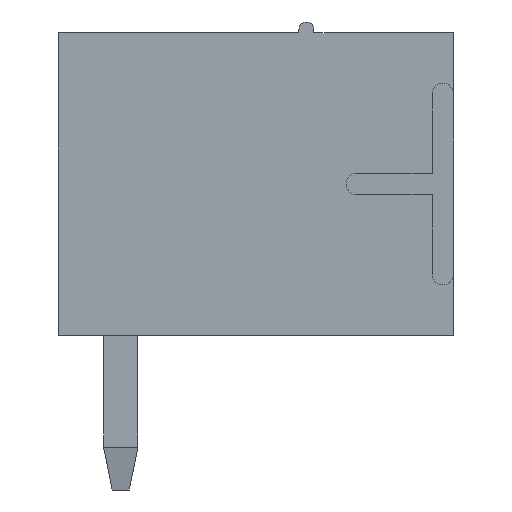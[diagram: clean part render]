
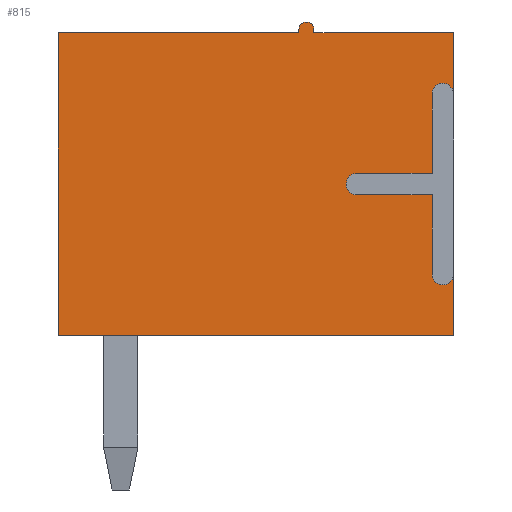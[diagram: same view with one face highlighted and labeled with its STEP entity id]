
A CAD part, left-side view. The second image highlights one B-rep face of the part: STEP entity #815.
In plain terms, the highlighted planar face has unit normal (-1, 0, 0).
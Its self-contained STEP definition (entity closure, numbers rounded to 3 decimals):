
#22 = VERTEX_POINT('',#23);
#23 = CARTESIAN_POINT('',(-7.575,-4.6,3.525));
#31 = EDGE_CURVE('',#32,#22,#34,.T.);
#32 = VERTEX_POINT('',#33);
#33 = CARTESIAN_POINT('',(-7.575,-1.35,3.525));
#34 = LINE('',#35,#36);
#35 = CARTESIAN_POINT('',(-7.575,0.,3.525));
#36 = VECTOR('',#37,1.);
#37 = DIRECTION('',(0.,-1.,0.));
#61 = EDGE_CURVE('',#62,#64,#66,.T.);
#62 = VERTEX_POINT('',#63);
#63 = CARTESIAN_POINT('',(-7.575,-4.6,-3.525));
#64 = VERTEX_POINT('',#65);
#65 = CARTESIAN_POINT('',(-7.575,-4.6,-2.1));
#66 = LINE('',#67,#68);
#67 = CARTESIAN_POINT('',(-7.575,-4.6,-3.525));
#68 = VECTOR('',#69,1.);
#69 = DIRECTION('',(0.,0.,1.));
#118 = EDGE_CURVE('',#119,#22,#121,.T.);
#119 = VERTEX_POINT('',#120);
#120 = CARTESIAN_POINT('',(-7.575,-4.6,2.1));
#121 = LINE('',#122,#123);
#122 = CARTESIAN_POINT('',(-7.575,-4.6,-3.525));
#123 = VECTOR('',#124,1.);
#124 = DIRECTION('',(0.,0.,1.));
#796 = EDGE_CURVE('',#797,#32,#799,.T.);
#797 = VERTEX_POINT('',#798);
#798 = CARTESIAN_POINT('',(-7.575,-1.35,3.6));
#799 = LINE('',#800,#801);
#800 = CARTESIAN_POINT('',(-7.575,-1.35,3.788));
#801 = VECTOR('',#802,1.);
#802 = DIRECTION('',(0.,0.,-1.));
#815 = ADVANCED_FACE('',(#816),#918,.F.);
#816 = FACE_BOUND('',#817,.F.);
#817 = EDGE_LOOP('',(#818,#819,#820,#829,#837,#845,#854,#862,#870,#877,
    #878,#886,#894,#902,#910,#917));
#818 = ORIENTED_EDGE('',*,*,#31,.T.);
#819 = ORIENTED_EDGE('',*,*,#118,.F.);
#820 = ORIENTED_EDGE('',*,*,#821,.T.);
#821 = EDGE_CURVE('',#119,#822,#824,.T.);
#822 = VERTEX_POINT('',#823);
#823 = CARTESIAN_POINT('',(-7.575,-4.1,2.1));
#824 = CIRCLE('',#825,0.25);
#825 = AXIS2_PLACEMENT_3D('',#826,#827,#828);
#826 = CARTESIAN_POINT('',(-7.575,-4.35,2.1));
#827 = DIRECTION('',(-1.,0.,0.));
#828 = DIRECTION('',(0.,1.,0.));
#829 = ORIENTED_EDGE('',*,*,#830,.F.);
#830 = EDGE_CURVE('',#831,#822,#833,.T.);
#831 = VERTEX_POINT('',#832);
#832 = CARTESIAN_POINT('',(-7.575,-4.1,0.25));
#833 = LINE('',#834,#835);
#834 = CARTESIAN_POINT('',(-7.575,-4.1,2.113));
#835 = VECTOR('',#836,1.);
#836 = DIRECTION('',(0.,0.,1.));
#837 = ORIENTED_EDGE('',*,*,#838,.F.);
#838 = EDGE_CURVE('',#839,#831,#841,.T.);
#839 = VERTEX_POINT('',#840);
#840 = CARTESIAN_POINT('',(-7.575,-2.35,0.25));
#841 = LINE('',#842,#843);
#842 = CARTESIAN_POINT('',(-7.575,-3.475,0.25));
#843 = VECTOR('',#844,1.);
#844 = DIRECTION('',(0.,-1.,0.));
#845 = ORIENTED_EDGE('',*,*,#846,.T.);
#846 = EDGE_CURVE('',#839,#847,#849,.T.);
#847 = VERTEX_POINT('',#848);
#848 = CARTESIAN_POINT('',(-7.575,-2.35,-0.25));
#849 = CIRCLE('',#850,0.25);
#850 = AXIS2_PLACEMENT_3D('',#851,#852,#853);
#851 = CARTESIAN_POINT('',(-7.575,-2.35,0.));
#852 = DIRECTION('',(-1.,0.,0.));
#853 = DIRECTION('',(0.,1.,0.));
#854 = ORIENTED_EDGE('',*,*,#855,.F.);
#855 = EDGE_CURVE('',#856,#847,#858,.T.);
#856 = VERTEX_POINT('',#857);
#857 = CARTESIAN_POINT('',(-7.575,-4.1,-0.25));
#858 = LINE('',#859,#860);
#859 = CARTESIAN_POINT('',(-7.575,-4.35,-0.25));
#860 = VECTOR('',#861,1.);
#861 = DIRECTION('',(0.,1.,0.));
#862 = ORIENTED_EDGE('',*,*,#863,.F.);
#863 = EDGE_CURVE('',#864,#856,#866,.T.);
#864 = VERTEX_POINT('',#865);
#865 = CARTESIAN_POINT('',(-7.575,-4.1,-2.1));
#866 = LINE('',#867,#868);
#867 = CARTESIAN_POINT('',(-7.575,-4.1,0.938));
#868 = VECTOR('',#869,1.);
#869 = DIRECTION('',(0.,0.,1.));
#870 = ORIENTED_EDGE('',*,*,#871,.T.);
#871 = EDGE_CURVE('',#864,#64,#872,.T.);
#872 = CIRCLE('',#873,0.25);
#873 = AXIS2_PLACEMENT_3D('',#874,#875,#876);
#874 = CARTESIAN_POINT('',(-7.575,-4.35,-2.1));
#875 = DIRECTION('',(-1.,0.,0.));
#876 = DIRECTION('',(0.,1.,0.));
#877 = ORIENTED_EDGE('',*,*,#61,.F.);
#878 = ORIENTED_EDGE('',*,*,#879,.F.);
#879 = EDGE_CURVE('',#880,#62,#882,.T.);
#880 = VERTEX_POINT('',#881);
#881 = CARTESIAN_POINT('',(-7.575,4.6,-3.525));
#882 = LINE('',#883,#884);
#883 = CARTESIAN_POINT('',(-7.575,4.6,-3.525));
#884 = VECTOR('',#885,1.);
#885 = DIRECTION('',(0.,-1.,0.));
#886 = ORIENTED_EDGE('',*,*,#887,.F.);
#887 = EDGE_CURVE('',#888,#880,#890,.T.);
#888 = VERTEX_POINT('',#889);
#889 = CARTESIAN_POINT('',(-7.575,4.6,3.525));
#890 = LINE('',#891,#892);
#891 = CARTESIAN_POINT('',(-7.575,4.6,3.975));
#892 = VECTOR('',#893,1.);
#893 = DIRECTION('',(0.,0.,-1.));
#894 = ORIENTED_EDGE('',*,*,#895,.T.);
#895 = EDGE_CURVE('',#888,#896,#898,.T.);
#896 = VERTEX_POINT('',#897);
#897 = CARTESIAN_POINT('',(-7.575,-1.,3.525));
#898 = LINE('',#899,#900);
#899 = CARTESIAN_POINT('',(-7.575,0.,3.525));
#900 = VECTOR('',#901,1.);
#901 = DIRECTION('',(0.,-1.,0.));
#902 = ORIENTED_EDGE('',*,*,#903,.T.);
#903 = EDGE_CURVE('',#896,#904,#906,.T.);
#904 = VERTEX_POINT('',#905);
#905 = CARTESIAN_POINT('',(-7.575,-1.,3.6));
#906 = LINE('',#907,#908);
#907 = CARTESIAN_POINT('',(-7.575,-1.,3.75));
#908 = VECTOR('',#909,1.);
#909 = DIRECTION('',(0.,0.,1.));
#910 = ORIENTED_EDGE('',*,*,#911,.F.);
#911 = EDGE_CURVE('',#797,#904,#912,.T.);
#912 = CIRCLE('',#913,0.175);
#913 = AXIS2_PLACEMENT_3D('',#914,#915,#916);
#914 = CARTESIAN_POINT('',(-7.575,-1.175,3.6));
#915 = DIRECTION('',(-1.,0.,0.));
#916 = DIRECTION('',(0.,1.,0.));
#917 = ORIENTED_EDGE('',*,*,#796,.T.);
#918 = PLANE('',#919);
#919 = AXIS2_PLACEMENT_3D('',#920,#921,#922);
#920 = CARTESIAN_POINT('',(-7.575,-4.6,3.975));
#921 = DIRECTION('',(1.,0.,0.));
#922 = DIRECTION('',(0.,1.,0.));
